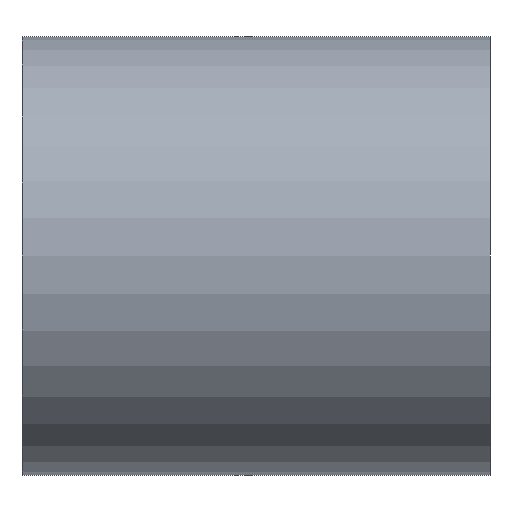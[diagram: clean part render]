
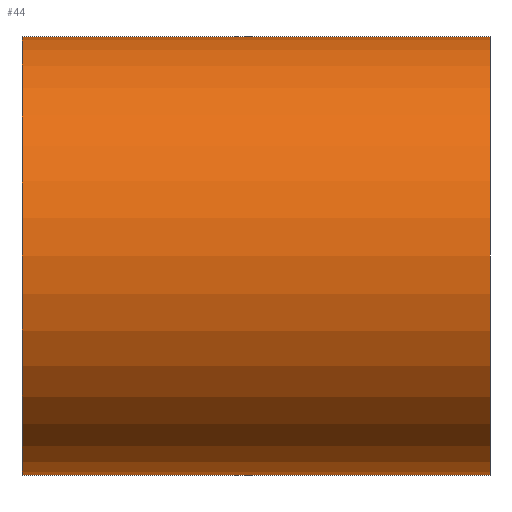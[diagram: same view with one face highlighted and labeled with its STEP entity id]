
A CAD part, front view. The second image highlights one B-rep face of the part: STEP entity #44.
In plain terms, the highlighted cylindrical face has radius 30 mm (diameter 60 mm), a partial arc.
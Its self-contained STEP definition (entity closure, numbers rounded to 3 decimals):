
#3 = CARTESIAN_POINT ( 'NONE',  ( 57.983, 0., 0. ) ) ;
#5 = EDGE_CURVE ( 'NONE', #233, #12, #17, .T. ) ;
#6 = EDGE_LOOP ( 'NONE', ( #234, #87, #39, #212 ) ) ;
#12 = VERTEX_POINT ( 'NONE', #43 ) ;
#17 = LINE ( 'NONE', #147, #48 ) ;
#22 = CARTESIAN_POINT ( 'NONE',  ( 57.983, 0., 30. ) ) ;
#39 = ORIENTED_EDGE ( 'NONE', *, *, #5, .T. ) ;
#43 = CARTESIAN_POINT ( 'NONE',  ( -6.017, 0., 30. ) ) ;
#44 = ADVANCED_FACE ( 'NONE', ( #171 ), #243, .T. ) ;
#48 = VECTOR ( 'NONE', #265, 1000. ) ;
#51 = EDGE_CURVE ( 'NONE', #65, #165, #196, .T. ) ;
#59 = DIRECTION ( 'NONE',  ( -1., 0., 0. ) ) ;
#65 = VERTEX_POINT ( 'NONE', #193 ) ;
#80 = CARTESIAN_POINT ( 'NONE',  ( -6.017, 0., 0. ) ) ;
#87 = ORIENTED_EDGE ( 'NONE', *, *, #253, .T. ) ;
#107 = AXIS2_PLACEMENT_3D ( 'NONE', #3, #59, #272 ) ;
#120 = CARTESIAN_POINT ( 'NONE',  ( -46.222, 0., -30. ) ) ;
#122 = CIRCLE ( 'NONE', #290, 30. ) ;
#131 = DIRECTION ( 'NONE',  ( 0., 0., 1. ) ) ;
#147 = CARTESIAN_POINT ( 'NONE',  ( -46.222, 0., 30. ) ) ;
#161 = VECTOR ( 'NONE', #169, 1000. ) ;
#165 = VERTEX_POINT ( 'NONE', #204 ) ;
#169 = DIRECTION ( 'NONE',  ( -1., 0., 0. ) ) ;
#171 = FACE_OUTER_BOUND ( 'NONE', #6, .T. ) ;
#193 = CARTESIAN_POINT ( 'NONE',  ( 57.983, 0., -30. ) ) ;
#196 = LINE ( 'NONE', #120, #161 ) ;
#199 = AXIS2_PLACEMENT_3D ( 'NONE', #309, #223, #221 ) ;
#204 = CARTESIAN_POINT ( 'NONE',  ( -6.017, 0., -30. ) ) ;
#212 = ORIENTED_EDGE ( 'NONE', *, *, #282, .F. ) ;
#221 = DIRECTION ( 'NONE',  ( 0., 0., 1. ) ) ;
#223 = DIRECTION ( 'NONE',  ( -1., 0., 0. ) ) ;
#233 = VERTEX_POINT ( 'NONE', #22 ) ;
#234 = ORIENTED_EDGE ( 'NONE', *, *, #51, .F. ) ;
#243 = CYLINDRICAL_SURFACE ( 'NONE', #199, 30. ) ;
#253 = EDGE_CURVE ( 'NONE', #65, #233, #270, .T. ) ;
#265 = DIRECTION ( 'NONE',  ( -1., 0., 0. ) ) ;
#268 = DIRECTION ( 'NONE',  ( -1., 0., 0. ) ) ;
#270 = CIRCLE ( 'NONE', #107, 30. ) ;
#272 = DIRECTION ( 'NONE',  ( 0., 0., 1. ) ) ;
#282 = EDGE_CURVE ( 'NONE', #165, #12, #122, .T. ) ;
#290 = AXIS2_PLACEMENT_3D ( 'NONE', #80, #268, #131 ) ;
#309 = CARTESIAN_POINT ( 'NONE',  ( -46.222, 0., 0. ) ) ;
